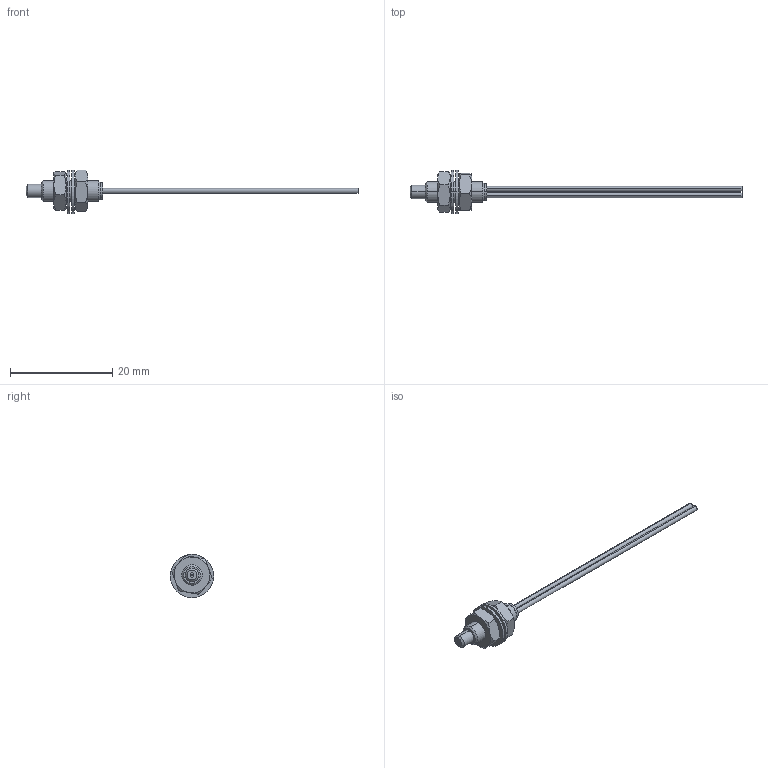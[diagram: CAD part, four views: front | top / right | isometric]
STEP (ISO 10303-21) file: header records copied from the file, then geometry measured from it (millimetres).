
FILE_DESCRIPTION (( 'STEP AP214' ), '1' );
FILE_NAME ('GPF-D003.STEP', '2017-11-17T21:19:26', ( '' ), ( '' ), 'SwSTEP 2.0', 'SolidWorks 2018', '' );
FILE_SCHEMA (( 'AUTOMOTIVE_DESIGN' ));
Length unit declared in the file: millimetre
Products named in the file (6): GPF-D003_HEAD; GPF-D003; M4_NUT; GPF-D003_LENS; GPF-D003_FIBER; M4_WASHER
Assembly tree (9 placements, depth 2):
  GPF-D003
    GPF-D003_HEAD
    GPF-D003_FIBER  x2
    GPF-D003_LENS  x2
    M4_NUT  x2
    M4_WASHER  x2
Bounding box: 65 x 8.5 x 8.5 mm (x, y, z)
Volume: 422.4 mm3; surface area: 1009.2 mm2
Topology: 9 solids, 9 shells, 78 faces, 154 edges, 98 vertices
Faces by surface type: plane 34, cylinder 30, cone 14
Entity records: 1658 total; most frequent: CARTESIAN_POINT 330, DIRECTION 260, ORIENTED_EDGE 196, AXIS2_PLACEMENT_3D 112, EDGE_CURVE 98, VERTEX_POINT 62, EDGE_LOOP 58, CIRCLE 50
